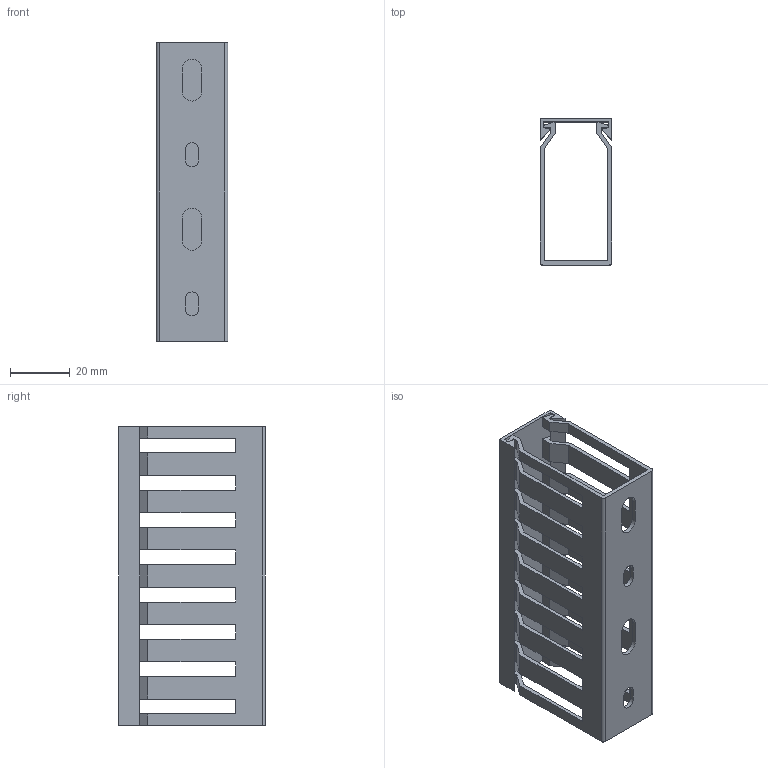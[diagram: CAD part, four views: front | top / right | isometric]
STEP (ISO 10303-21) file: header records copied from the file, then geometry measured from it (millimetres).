
FILE_DESCRIPTION((''),'2;1');
FILE_NAME('DNG5002507030B_ASM','2022-04-01T15:51:10',('pfeiferc'),(''),'CREO PARAMETRIC BY PTC INC, 2021184','CREO PARAMETRIC BY PTC INC, 2021184','');
FILE_SCHEMA(('AUTOMOTIVE_DESIGN { 1 0 10303 214 1 1 1 1 }'));
Length unit declared in the file: millimetre
Products named in the file (3): PROXY_M01458STA; PROXY_03357-M; DNG5002507030B_ASM
Assembly tree (2 placements, depth 2):
  DNG5002507030B_ASM
    PROXY_M01458STA
    PROXY_03357-M
Bounding box: 24 x 49.19 x 100 mm (x, y, z)
Volume: 16774.4 mm3; surface area: 28084.1 mm2
Topology: 2 solids, 2 shells, 212 faces, 624 edges, 416 vertices
Faces by surface type: plane 184, cylinder 28
Entity records: 9272 total; most frequent: CARTESIAN_POINT 1436, DIRECTION 1344, ORIENTED_EDGE 1248, VECTOR 627, LINE 627, EDGE_CURVE 624, VERTEX_POINT 416, AXIS2_PLACEMENT_3D 342
